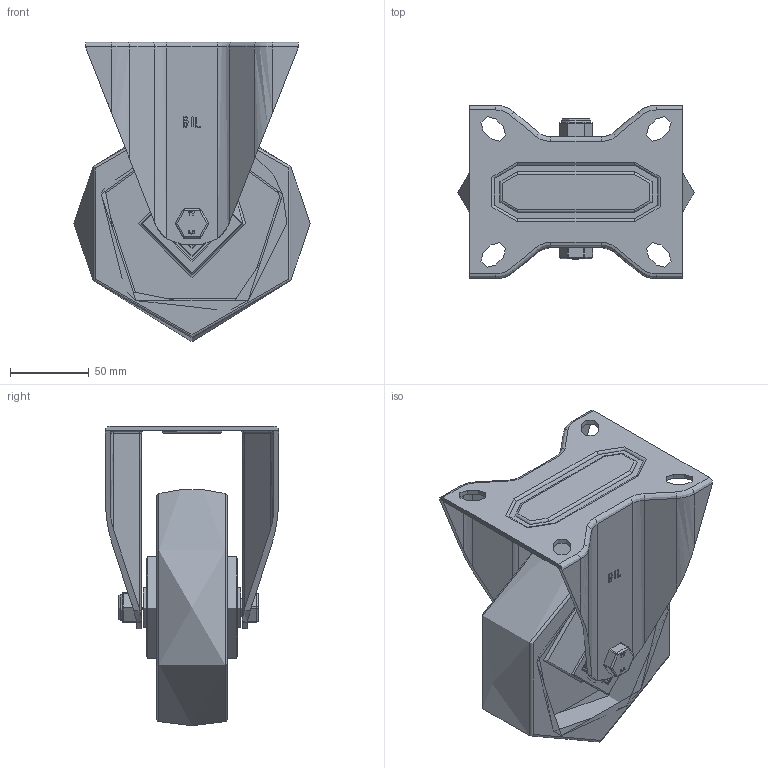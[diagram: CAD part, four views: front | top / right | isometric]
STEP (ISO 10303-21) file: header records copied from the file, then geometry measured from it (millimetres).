
FILE_DESCRIPTION(/* description */ (''),/* implementation_level */ '2;1');
FILE_NAME(/* name */ 'BZMMF150NYBJ.step',/* time_stamp */ '2024-06-06T16:02:46+01:00',/* author */ (''),/* organization */ (''),/* preprocessor_version */ 'ST-DEVELOPER v20',/* originating_system */ 'Autodesk Translation Framework v13.14.0.145',/* authorisation */ '');
FILE_SCHEMA (('AUTOMOTIVE_DESIGN { 1 0 10303 214 3 1 1 }'));
Length unit declared in the file: millimetre
Products named in the file (29): BZMMF150NYBJ; BZMMF150AS - 64 v1; ZINC PLATED, PRESSED STEEL BRACKET; BZH150WNYBJM2060 v1; BZH150WNYBJ60; NYLON WHEEL; BEARING6204; BEARING62042; BALL BEARINGS; BEARING6204 (1); BEARING62042 (1); BALL BEARINGS (1); Component3; INNER; OUTER; MIDDLE; RUBBER; BSM20XM30; ZINC PLATED BEARING SPACER; TH20X2X12 v1; ZINC PLATED HEADED SPACER; TH20X2X12 v1 (1); ZINC PLATED HEADED SPACER (1); HEXBOLTM12X80Z8.8 v2; GRADE 8.8 ZINC PLATED BOLT; NYLOCM12Z v1; NYLOC NUT; NUT; RUBBER (1)
Assembly tree (47 placements, depth 6):
  BZMMF150NYBJ
    BZMMF150AS - 64 v1
      ZINC PLATED, PRESSED STEEL BRACKET
    BZH150WNYBJM2060 v1
      BZH150WNYBJ60
        NYLON WHEEL
      BEARING6204
        BEARING62042
          INNER
          OUTER
          BALL BEARINGS
            Component3  x8
          MIDDLE
          RUBBER
      BEARING6204 (1)
        BEARING62042 (1)
          BALL BEARINGS (1)
            Component3  x8
          INNER
          OUTER
          MIDDLE
          RUBBER
      BSM20XM30
        ZINC PLATED BEARING SPACER
    TH20X2X12 v1
      ZINC PLATED HEADED SPACER
    TH20X2X12 v1 (1)
      ZINC PLATED HEADED SPACER (1)
    HEXBOLTM12X80Z8.8 v2
      GRADE 8.8 ZINC PLATED BOLT
    NYLOCM12Z v1
      NYLOC NUT
        NUT
        RUBBER (1)
Bounding box: 150 x 110 x 190 mm (x, y, z)
Volume: 603976.3 mm3; surface area: 203712.8 mm2
Topology: 34 solids, 34 shells, 1102 faces, 2793 edges, 1843 vertices
Faces by surface type: plane 420, bspline 341, cylinder 228, sphere 66, torus 45, cone 2
Full cylindrical faces by diameter (mm): 9.836 x18, 11.834 x18, 12 x3, 12.2 x2, 12.25 x2, 14 x2, 18 x1, 18.5 x1, 19.8 x2, 20 x2, 21.5 x1, 25 x2, 25.4 x1, 27 x2, 28.5 x8, 30.8 x4, 31.3 x4, 40.3 x4, 40.5 x4, 40.8 x4, 41 x1, 42 x10, 47 x4, 64.5 x2, 120 x2
Entity records: 30237 total; most frequent: CARTESIAN_POINT 12798, ORIENTED_EDGE 3660, DIRECTION 3046, EDGE_CURVE 1830, VERTEX_POINT 1205, AXIS2_PLACEMENT_3D 1113, EDGE_LOOP 881, LINE 820
